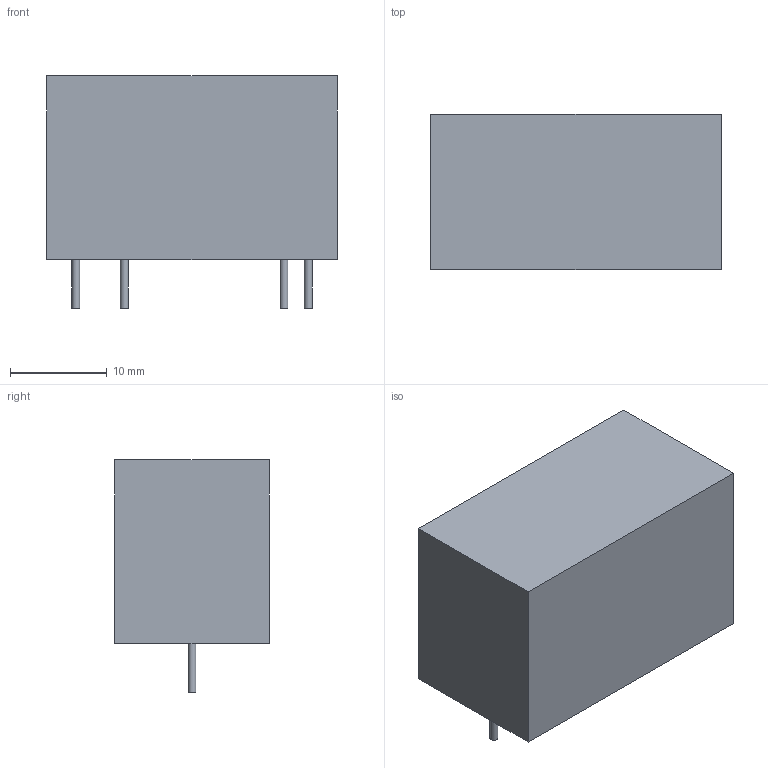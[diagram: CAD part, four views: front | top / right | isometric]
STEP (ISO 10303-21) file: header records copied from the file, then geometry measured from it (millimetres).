
FILE_DESCRIPTION(/* description */ (''),/* implementation_level */ '2;1');
FILE_NAME(/* name */ 'PinFunction.stp',/* time_stamp */ '2021-02-04T17:21:24+04:00',/* author */ ('Arman3DG'),/* organization */ (''),/* preprocessor_version */ 'ST-DEVELOPER v18',/* originating_system */ 'Autodesk Inventor 2020',/* authorisation */ '');
FILE_SCHEMA (('AUTOMOTIVE_DESIGN { 1 0 10303 214 3 1 1 }'));
Length unit declared in the file: millimetre
Products named in the file (2): PinFunction; PinFunction_1
Assembly tree (1 placements, depth 2):
  PinFunction
    PinFunction_1
Bounding box: 30 x 16 x 24 mm (x, y, z)
Volume: 9130.1 mm3; surface area: 2758.3 mm2
Topology: 1 solids, 1 shells, 14 faces, 24 edges, 16 vertices
Faces by surface type: plane 10, cylinder 4
Full cylindrical faces by diameter (mm): 0.8 x4
Entity records: 403 total; most frequent: DIRECTION 66, CARTESIAN_POINT 57, ORIENTED_EDGE 48, AXIS2_PLACEMENT_3D 25, EDGE_CURVE 24, EDGE_LOOP 18, LINE 16, VECTOR 16
